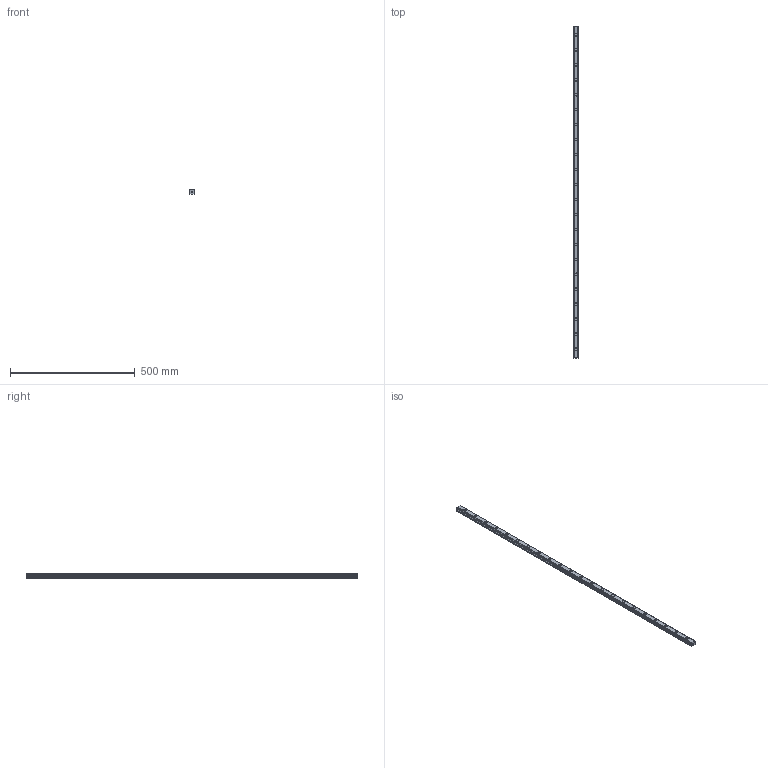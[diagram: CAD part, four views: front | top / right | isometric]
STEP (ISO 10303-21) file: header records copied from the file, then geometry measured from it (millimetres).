
FILE_DESCRIPTION(('STEP AP214'),'1');
FILE_NAME('cctmp_82D4A7A2-0219-4945-BA2D-746DBD5B8F9A_2021_02_10_08_41_25_0724..stp','2021-02-10T07:41:25',('HIWIN GmbH'),('CADClick - www.CADClick.com'),'Spatial InterOp 3D',' ','unknown authorization');
FILE_SCHEMA(('AUTOMOTIVE_DESIGN'));
Length unit declared in the file: millimetre
Products named in the file (1): EGR25R1330C_FILE
Bounding box: 23 x 1330 x 18 mm (x, y, z)
Volume: 457622.5 mm3; surface area: 123890.5 mm2
Topology: 1 solids, 1 shells, 369 faces, 957 edges, 638 vertices
Faces by surface type: plane 217, cylinder 152
Entity records: 14487 total; most frequent: DIRECTION 2177, CARTESIAN_POINT 1965, ORIENTED_EDGE 1914, EDGE_CURVE 957, AXIS2_PLACEMENT_3D 850, VERTEX_POINT 638, LINE 477, VECTOR 477
